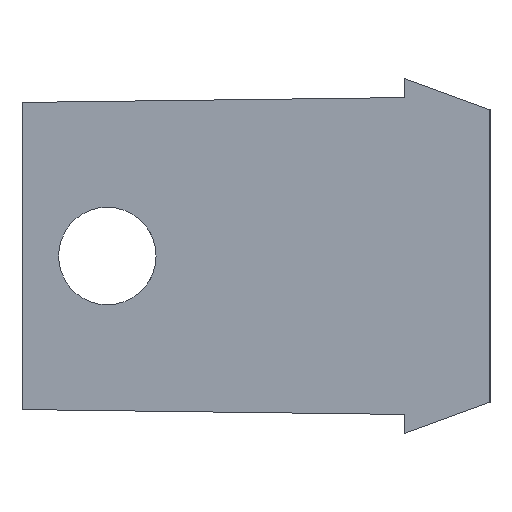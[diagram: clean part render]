
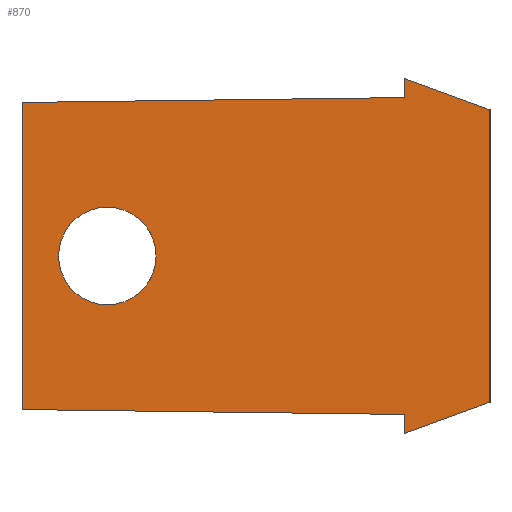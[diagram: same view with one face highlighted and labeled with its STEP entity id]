
A CAD part, left-side view. The second image highlights one B-rep face of the part: STEP entity #870.
In plain terms, the highlighted planar face has unit normal (-1, 0, 0).
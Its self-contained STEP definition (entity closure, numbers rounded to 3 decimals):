
#38 = VERTEX_POINT ( 'NONE', #395 ) ;
#99 = VERTEX_POINT ( 'NONE', #428 ) ;
#126 = ORIENTED_EDGE ( 'NONE', *, *, #232, .F. ) ;
#131 = CIRCLE ( 'NONE', #1358, 1. ) ;
#143 = ORIENTED_EDGE ( 'NONE', *, *, #725, .F. ) ;
#164 = AXIS2_PLACEMENT_3D ( 'NONE', #1704, #1707, #1710 ) ;
#190 = VECTOR ( 'NONE', #1630, 1000. ) ;
#197 = CIRCLE ( 'NONE', #422, 1. ) ;
#222 = VECTOR ( 'NONE', #1474, 1000. ) ;
#232 = EDGE_CURVE ( 'NONE', #38, #1135, #492, .T. ) ;
#302 = LINE ( 'NONE', #1627, #190 ) ;
#327 = FACE_BOUND ( 'NONE', #1705, .T. ) ;
#379 = EDGE_CURVE ( 'NONE', #1863, #989, #131, .T. ) ;
#395 = CARTESIAN_POINT ( 'NONE',  ( 0., 1.75, -3.64 ) ) ;
#422 = AXIS2_PLACEMENT_3D ( 'NONE', #887, #889, #893 ) ;
#428 = CARTESIAN_POINT ( 'NONE',  ( 0., 0., -3. ) ) ;
#492 = LINE ( 'NONE', #617, #730 ) ;
#494 = VERTEX_POINT ( 'NONE', #814 ) ;
#576 = EDGE_CURVE ( 'NONE', #989, #1863, #197, .T. ) ;
#617 = CARTESIAN_POINT ( 'NONE',  ( 0., 1.75, -3.64 ) ) ;
#620 = DIRECTION ( 'NONE',  ( 0., 0., 1. ) ) ;
#640 = VERTEX_POINT ( 'NONE', #908 ) ;
#684 = VECTOR ( 'NONE', #1873, 1000. ) ;
#725 = EDGE_CURVE ( 'NONE', #494, #1341, #1625, .T. ) ;
#729 = CARTESIAN_POINT ( 'NONE',  ( 0., 7.85, 0. ) ) ;
#730 = VECTOR ( 'NONE', #620, 1000. ) ;
#731 = DIRECTION ( 'NONE',  ( -1., 0., 0. ) ) ;
#732 = DIRECTION ( 'NONE',  ( 0., 0., 1. ) ) ;
#814 = CARTESIAN_POINT ( 'NONE',  ( 0., 9.6, -3.15 ) ) ;
#870 = ADVANCED_FACE ( 'NONE', ( #327, #919 ), #1675, .F. ) ;
#885 = ORIENTED_EDGE ( 'NONE', *, *, #1045, .F. ) ;
#887 = CARTESIAN_POINT ( 'NONE',  ( 0., 7.85, 0. ) ) ;
#889 = DIRECTION ( 'NONE',  ( -1., 0., 0. ) ) ;
#893 = DIRECTION ( 'NONE',  ( 0., 0., 1. ) ) ;
#908 = CARTESIAN_POINT ( 'NONE',  ( 0., 0., 3. ) ) ;
#919 = FACE_OUTER_BOUND ( 'NONE', #1001, .T. ) ;
#925 = ORIENTED_EDGE ( 'NONE', *, *, #1445, .F. ) ;
#953 = ORIENTED_EDGE ( 'NONE', *, *, #1604, .F. ) ;
#978 = ORIENTED_EDGE ( 'NONE', *, *, #1050, .F. ) ;
#981 = ORIENTED_EDGE ( 'NONE', *, *, #379, .F. ) ;
#989 = VERTEX_POINT ( 'NONE', #1485 ) ;
#993 = ORIENTED_EDGE ( 'NONE', *, *, #576, .F. ) ;
#1001 = EDGE_LOOP ( 'NONE', ( #978, #953, #925, #143, #1133, #126, #885, #1926 ) ) ;
#1009 = DIRECTION ( 'NONE',  ( 0., 0., 1. ) ) ;
#1010 = CARTESIAN_POINT ( 'NONE',  ( 0., 9.6, -3.15 ) ) ;
#1045 = EDGE_CURVE ( 'NONE', #99, #38, #1793, .T. ) ;
#1050 = EDGE_CURVE ( 'NONE', #1304, #640, #1674, .T. ) ;
#1101 = DIRECTION ( 'NONE',  ( 0., -0.939, -0.343 ) ) ;
#1106 = CARTESIAN_POINT ( 'NONE',  ( 0., 1.75, 3.64 ) ) ;
#1117 = CARTESIAN_POINT ( 'NONE',  ( 0., 0., -3. ) ) ;
#1118 = DIRECTION ( 'NONE',  ( 0., 0.939, -0.343 ) ) ;
#1133 = ORIENTED_EDGE ( 'NONE', *, *, #1758, .F. ) ;
#1135 = VERTEX_POINT ( 'NONE', #1161 ) ;
#1161 = CARTESIAN_POINT ( 'NONE',  ( 0., 1.75, -3.25 ) ) ;
#1187 = VERTEX_POINT ( 'NONE', #1209 ) ;
#1193 = LINE ( 'NONE', #1862, #684 ) ;
#1209 = CARTESIAN_POINT ( 'NONE',  ( 0., 1.75, 3.25 ) ) ;
#1289 = CARTESIAN_POINT ( 'NONE',  ( 0., 1.75, 3.64 ) ) ;
#1304 = VERTEX_POINT ( 'NONE', #1289 ) ;
#1341 = VERTEX_POINT ( 'NONE', #1355 ) ;
#1349 = VECTOR ( 'NONE', #1009, 1000. ) ;
#1355 = CARTESIAN_POINT ( 'NONE',  ( 0., 9.6, 3.15 ) ) ;
#1358 = AXIS2_PLACEMENT_3D ( 'NONE', #729, #731, #732 ) ;
#1380 = EDGE_CURVE ( 'NONE', #640, #99, #1717, .T. ) ;
#1394 = DIRECTION ( 'NONE',  ( 0., 0., -1. ) ) ;
#1408 = CARTESIAN_POINT ( 'NONE',  ( 0., 0., 3. ) ) ;
#1445 = EDGE_CURVE ( 'NONE', #1341, #1187, #1598, .T. ) ;
#1474 = DIRECTION ( 'NONE',  ( 0., -1., 0.013 ) ) ;
#1485 = CARTESIAN_POINT ( 'NONE',  ( 0., 7.85, 1. ) ) ;
#1487 = CARTESIAN_POINT ( 'NONE',  ( 0., 9.6, 3.15 ) ) ;
#1598 = LINE ( 'NONE', #1487, #222 ) ;
#1604 = EDGE_CURVE ( 'NONE', #1187, #1304, #302, .T. ) ;
#1625 = LINE ( 'NONE', #1010, #1349 ) ;
#1627 = CARTESIAN_POINT ( 'NONE',  ( 0., 1.75, 3.25 ) ) ;
#1630 = DIRECTION ( 'NONE',  ( 0., 0., 1. ) ) ;
#1674 = LINE ( 'NONE', #1106, #1797 ) ;
#1675 = PLANE ( 'NONE',  #164 ) ;
#1692 = VECTOR ( 'NONE', #1118, 1000. ) ;
#1704 = CARTESIAN_POINT ( 'NONE',  ( 0., 0., 0. ) ) ;
#1705 = EDGE_LOOP ( 'NONE', ( #993, #981 ) ) ;
#1707 = DIRECTION ( 'NONE',  ( 1., 0., 0. ) ) ;
#1710 = DIRECTION ( 'NONE',  ( 0., 0., -1. ) ) ;
#1717 = LINE ( 'NONE', #1408, #1990 ) ;
#1758 = EDGE_CURVE ( 'NONE', #1135, #494, #1193, .T. ) ;
#1793 = LINE ( 'NONE', #1117, #1692 ) ;
#1797 = VECTOR ( 'NONE', #1101, 1000. ) ;
#1862 = CARTESIAN_POINT ( 'NONE',  ( 0., 1.75, -3.25 ) ) ;
#1863 = VERTEX_POINT ( 'NONE', #1905 ) ;
#1873 = DIRECTION ( 'NONE',  ( 0., 1., 0.013 ) ) ;
#1905 = CARTESIAN_POINT ( 'NONE',  ( 0., 7.85, -1. ) ) ;
#1926 = ORIENTED_EDGE ( 'NONE', *, *, #1380, .F. ) ;
#1990 = VECTOR ( 'NONE', #1394, 1000. ) ;
